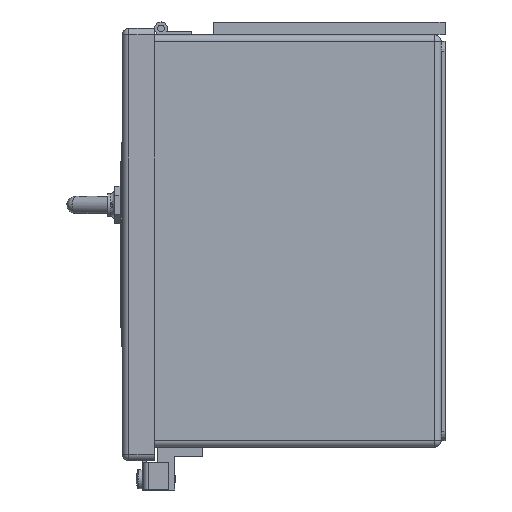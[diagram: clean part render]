
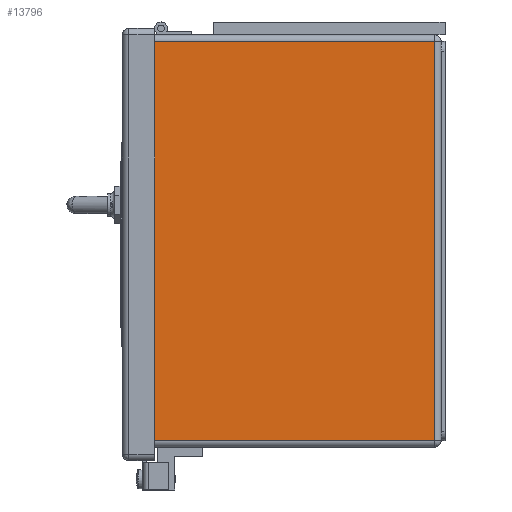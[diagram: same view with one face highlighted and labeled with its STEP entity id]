
A CAD part, left-side view. The second image highlights one B-rep face of the part: STEP entity #13796.
In plain terms, the highlighted planar face has unit normal (-1, 0, 0).
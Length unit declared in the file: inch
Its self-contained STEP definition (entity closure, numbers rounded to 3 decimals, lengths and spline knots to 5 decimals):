
#605 = CARTESIAN_POINT ( 'NONE',  ( -5.0625, 6.125, 3.875 ) ) ;
#1090 = LINE ( 'NONE', #44229, #17493 ) ;
#5189 = CARTESIAN_POINT ( 'NONE',  ( -5.0625, 6.125, -3.875 ) ) ;
#6113 = DIRECTION ( 'NONE',  ( 0., 0., 1. ) ) ;
#7776 = CARTESIAN_POINT ( 'NONE',  ( -5.0625, 0.06, -4. ) ) ;
#8043 = ORIENTED_EDGE ( 'NONE', *, *, #23807, .T. ) ;
#11082 = VERTEX_POINT ( 'NONE', #5189 ) ;
#13796 = ADVANCED_FACE ( 'NONE', ( #72473 ), #60390, .F. ) ;
#14465 = CARTESIAN_POINT ( 'NONE',  ( -5.0625, 0.06, -3.875 ) ) ;
#17493 = VECTOR ( 'NONE', #50846, 39.37008 ) ;
#17926 = VERTEX_POINT ( 'NONE', #605 ) ;
#19849 = DIRECTION ( 'NONE',  ( 1., 0., 0. ) ) ;
#21240 = EDGE_LOOP ( 'NONE', ( #69310, #8043, #48199, #50067 ) ) ;
#23807 = EDGE_CURVE ( 'NONE', #48353, #69606, #40807, .T. ) ;
#24589 = LINE ( 'NONE', #72135, #33889 ) ;
#29637 = VECTOR ( 'NONE', #6113, 39.37008 ) ;
#31544 = DIRECTION ( 'NONE',  ( 0., 0., -1. ) ) ;
#33889 = VECTOR ( 'NONE', #64452, 39.37008 ) ;
#34939 = CARTESIAN_POINT ( 'NONE',  ( -5.0625, 0.125, -4. ) ) ;
#36848 = CARTESIAN_POINT ( 'NONE',  ( -5.0625, 0.125, 3.875 ) ) ;
#40807 = LINE ( 'NONE', #34939, #29637 ) ;
#44229 = CARTESIAN_POINT ( 'NONE',  ( -5.0625, 0.06, 3.875 ) ) ;
#48199 = ORIENTED_EDGE ( 'NONE', *, *, #66653, .T. ) ;
#48213 = AXIS2_PLACEMENT_3D ( 'NONE', #7776, #19849, #31544 ) ;
#48353 = VERTEX_POINT ( 'NONE', #60224 ) ;
#50067 = ORIENTED_EDGE ( 'NONE', *, *, #69741, .F. ) ;
#50846 = DIRECTION ( 'NONE',  ( 0., 1., 0. ) ) ;
#53588 = EDGE_CURVE ( 'NONE', #11082, #48353, #66684, .T. ) ;
#54996 = DIRECTION ( 'NONE',  ( 0., -1., 0. ) ) ;
#60224 = CARTESIAN_POINT ( 'NONE',  ( -5.0625, 0.125, -3.875 ) ) ;
#60390 = PLANE ( 'NONE',  #48213 ) ;
#64452 = DIRECTION ( 'NONE',  ( 0., 0., 1. ) ) ;
#66653 = EDGE_CURVE ( 'NONE', #69606, #17926, #1090, .T. ) ;
#66684 = LINE ( 'NONE', #14465, #73128 ) ;
#69310 = ORIENTED_EDGE ( 'NONE', *, *, #53588, .T. ) ;
#69606 = VERTEX_POINT ( 'NONE', #36848 ) ;
#69741 = EDGE_CURVE ( 'NONE', #11082, #17926, #24589, .T. ) ;
#72135 = CARTESIAN_POINT ( 'NONE',  ( -5.0625, 6.125, -4. ) ) ;
#72473 = FACE_OUTER_BOUND ( 'NONE', #21240, .T. ) ;
#73128 = VECTOR ( 'NONE', #54996, 39.37008 ) ;
